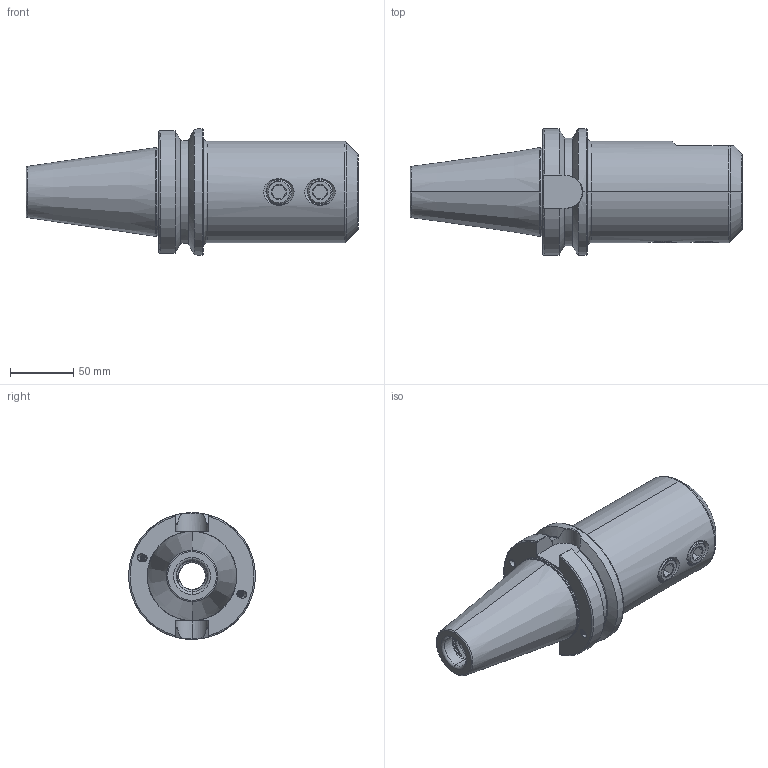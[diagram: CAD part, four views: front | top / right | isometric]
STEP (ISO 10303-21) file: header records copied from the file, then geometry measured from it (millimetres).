
FILE_DESCRIPTION (( 'STEP AP203' ), '1' );
FILE_NAME ('506.04.40.2.STEP', '2016-08-08T03:56:57', ( '' ), ( '' ), 'SwSTEP 2.0', 'SolidWorks 2012', '' );
FILE_SCHEMA (( 'CONFIG_CONTROL_DESIGN' ));
Length unit declared in the file: millimetre
Products named in the file (3): 506.04.40.2; 側固40_M20x2_25L
Assembly tree (3 placements, depth 2):
  506.04.40.2
    506.04.40.2
    側固40_M20x2_25L  x2
Bounding box: 261.8 x 100 x 100 mm (x, y, z)
Volume: 922545.2 mm3; surface area: 108984.4 mm2
Topology: 3 solids, 3 shells, 324 faces, 883 edges, 564 vertices
Faces by surface type: cylinder 162, plane 54, cone 46, bspline 33, torus 29
Entity records: 25944 total; most frequent: CARTESIAN_POINT 19605, ORIENTED_EDGE 1514, DIRECTION 1002, EDGE_CURVE 757, VERTEX_POINT 487, AXIS2_PLACEMENT_3D 388, EDGE_LOOP 294, FACE_OUTER_BOUND 279
